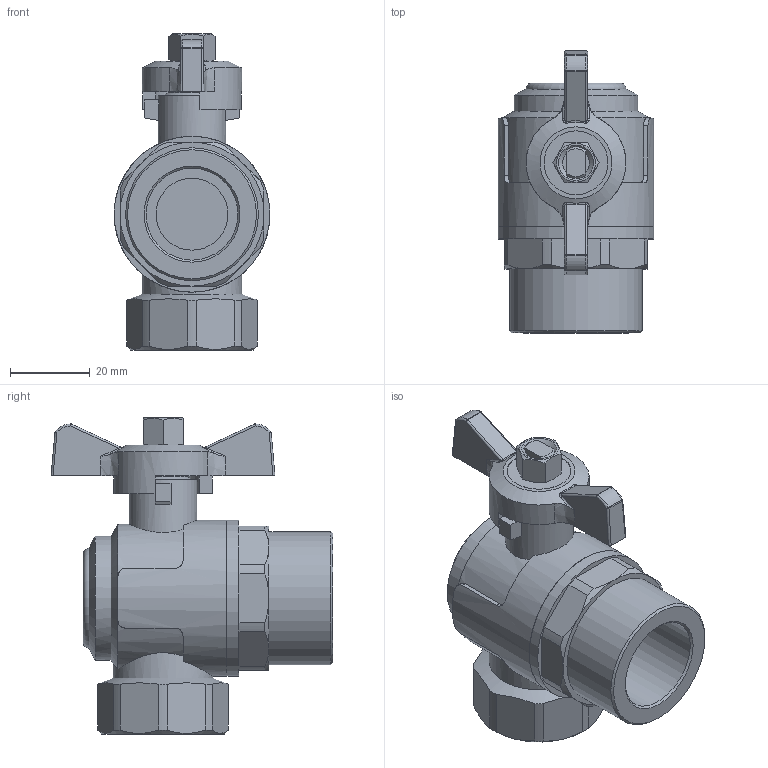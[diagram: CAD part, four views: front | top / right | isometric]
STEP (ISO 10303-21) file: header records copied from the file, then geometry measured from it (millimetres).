
FILE_DESCRIPTION(/* description */ ('Unknown'),/* implementation_level */ '2;1');
FILE_NAME(/* name */ '745_56',/* time_stamp */ '2022-07-25T10:27:35+02:00',/* author */ ('Unknown'),/* organization */ ('Unknown'),/* preprocessor_version */ 'ST-DEVELOPER v16.7',/* originating_system */ 'Solid Edge',/* authorisation */ 'Unknown');
FILE_SCHEMA (('AUTOMOTIVE_DESIGN {1 0 10303 214 3 1 1}'));
Length unit declared in the file: millimetre
Products named in the file (11): 745_56; Flügelgriff 1_4 - 3_4; 2.149.020; Einschraubteil_020; Körper_020; 3_4-Spindel-co; 600-3_4-Spindel; 600-3_4-Spindeldichtung; 600-3_4-Stopfbuchse; 600-3_4-O-Ring; 600-3_4-Mutter-Fl.G.
Assembly tree (10 placements, depth 4):
  745_56
    Flügelgriff 1_4 - 3_4
    2.149.020
      Einschraubteil_020
      Körper_020
      3_4-Spindel-co
        600-3_4-Spindel
        600-3_4-Spindeldichtung
        600-3_4-Stopfbuchse
        600-3_4-O-Ring
    600-3_4-Mutter-Fl.G.
Bounding box: 39 x 70.5 x 79.11 mm (x, y, z)
Volume: 47156.2 mm3; surface area: 27370.2 mm2
Topology: 8 solids, 8 shells, 250 faces, 603 edges, 382 vertices
Faces by surface type: plane 105, cylinder 81, cone 34, bspline 18, sphere 10, torus 2
Full cylindrical faces by diameter (mm): 6.6 x1, 6.75 x1, 8.9 x2, 9.1 x2, 9.3 x1, 10.5 x1, 11 x1, 12 x1, 12.3 x1, 12.376 x2, 14 x1, 16 x1, 17 x1, 18 x3, 18.5 x1, 23 x1, 24.117 x1, 25 x1, 27 x2, 31 x1, 33.249 x1, 33.5 x1, 35 x2, 39 x2
Entity records: 9150 total; most frequent: CARTESIAN_POINT 2727, DIRECTION 1112, ORIENTED_EDGE 1042, EDGE_CURVE 521, AXIS2_PLACEMENT_3D 467, VERTEX_POINT 357, FACE_BOUND 334, EDGE_LOOP 333
